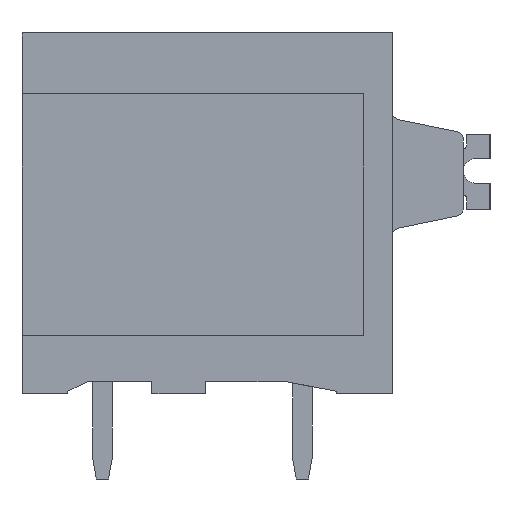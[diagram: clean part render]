
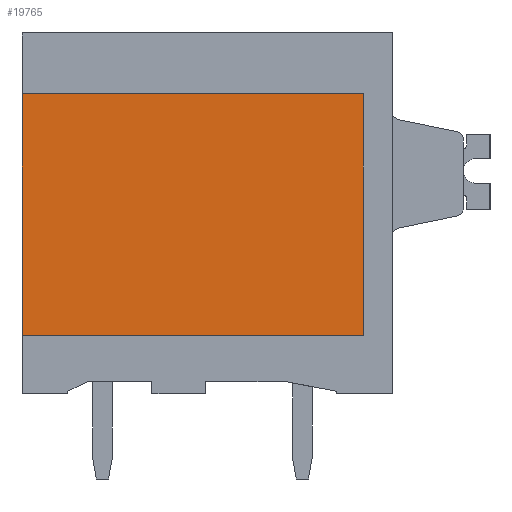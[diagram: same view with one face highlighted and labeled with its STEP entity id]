
A CAD part, left-side view. The second image highlights one B-rep face of the part: STEP entity #19765.
In plain terms, the highlighted planar face has unit normal (-1, 0, 0).
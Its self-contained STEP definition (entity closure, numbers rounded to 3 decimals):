
#7850=AXIS2_PLACEMENT_3D('Plane Axis2P3D',#7847,#7848,#7849) ;
#7847=CARTESIAN_POINT('Axis2P3D Location',(1.1,0.,0.)) ;
#19635=CARTESIAN_POINT('Vertex',(1.1,19.2,5.9)) ;
#19638=CARTESIAN_POINT('Line Origine',(1.1,19.2,10.85)) ;
#19642=CARTESIAN_POINT('Vertex',(1.1,19.2,15.8)) ;
#19715=CARTESIAN_POINT('Vertex',(1.1,5.2,5.9)) ;
#19718=CARTESIAN_POINT('Line Origine',(1.1,12.2,5.9)) ;
#19739=CARTESIAN_POINT('Vertex',(1.1,5.2,15.8)) ;
#19742=CARTESIAN_POINT('Line Origine',(1.1,5.2,10.85)) ;
#19754=CARTESIAN_POINT('Line Origine',(1.1,12.2,15.8)) ;
#7848=DIRECTION('Axis2P3D Direction',(-1.,0.,0.)) ;
#7849=DIRECTION('Axis2P3D XDirection',(0.,-1.,0.)) ;
#19639=DIRECTION('Vector Direction',(0.,0.,1.)) ;
#19719=DIRECTION('Vector Direction',(0.,1.,0.)) ;
#19743=DIRECTION('Vector Direction',(0.,0.,1.)) ;
#19755=DIRECTION('Vector Direction',(0.,1.,0.)) ;
#19640=VECTOR('Line Direction',#19639,1.) ;
#19720=VECTOR('Line Direction',#19719,1.) ;
#19744=VECTOR('Line Direction',#19743,1.) ;
#19756=VECTOR('Line Direction',#19755,1.) ;
#19760=ORIENTED_EDGE('',*,*,#19722,.F.) ;
#19761=ORIENTED_EDGE('',*,*,#19746,.T.) ;
#19762=ORIENTED_EDGE('',*,*,#19758,.T.) ;
#19763=ORIENTED_EDGE('',*,*,#19644,.F.) ;
#19765=ADVANCED_FACE('_LMF 5.00/20/90 3.5SN OR BX 1331910000',(#19764),#7851,.T.) ;
#19644=EDGE_CURVE('',#19636,#19643,#19641,.T.) ;
#19722=EDGE_CURVE('',#19716,#19636,#19721,.T.) ;
#19746=EDGE_CURVE('',#19716,#19740,#19745,.T.) ;
#19758=EDGE_CURVE('',#19740,#19643,#19757,.T.) ;
#19759=EDGE_LOOP('',(#19760,#19761,#19762,#19763)) ;
#19764=FACE_OUTER_BOUND('',#19759,.T.) ;
#19641=LINE('Line',#19638,#19640) ;
#19721=LINE('Line',#19718,#19720) ;
#19745=LINE('Line',#19742,#19744) ;
#19757=LINE('Line',#19754,#19756) ;
#7851=PLANE('',#7850) ;
#19636=VERTEX_POINT('',#19635) ;
#19643=VERTEX_POINT('',#19642) ;
#19716=VERTEX_POINT('',#19715) ;
#19740=VERTEX_POINT('',#19739) ;
